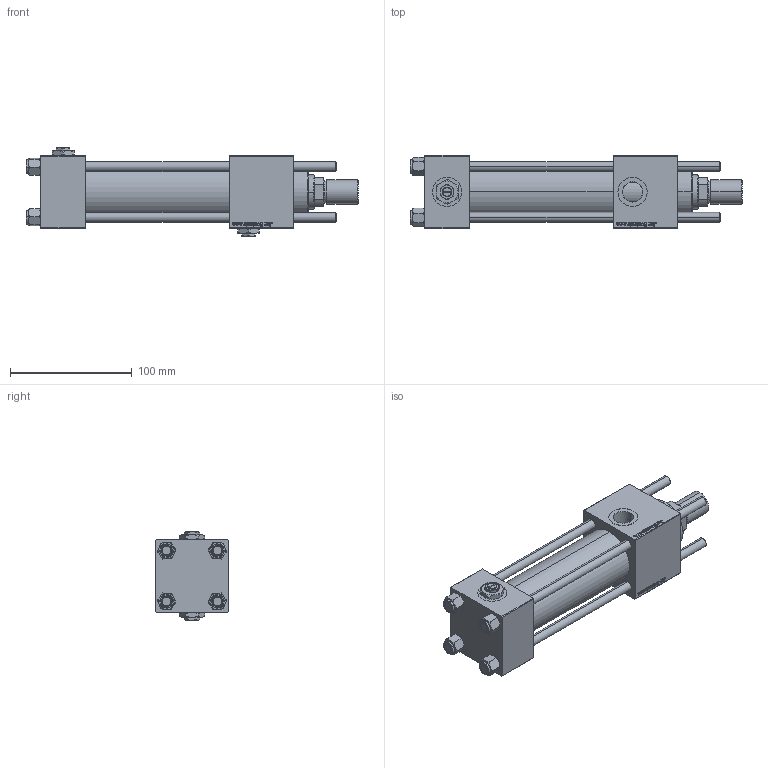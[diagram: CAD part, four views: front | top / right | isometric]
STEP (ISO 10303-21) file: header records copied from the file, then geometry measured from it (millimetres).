
FILE_DESCRIPTION (( 'STEP AP203' ), '1' );
FILE_NAME ('0ef1.STEP', '2023-08-23T15:52:01', ( '' ), ( '' ), 'SwSTEP 2.0', 'SolidWorks 2019', '' );
FILE_SCHEMA (( 'CONFIG_CONTROL_DESIGN' ));
Length unit declared in the file: millimetre
Products named in the file (8): V215CR_B_TYCINKA 69c474d8353a1d843269ac11d8631d66; ROD_END_AH 69c474d8353a1d843269ac11d8631d66; Zatka_pro_OIL_PORT 69c474d8353a1d843269ac11d8631d66; V215CR_VCP_B 69c474d8353a1d843269ac11d8631d66; 0ef1; V215CR_B-1 69c474d8353a1d843269ac11d8631d66; V215_VC_A 69c474d8353a1d843269ac11d8631d66; NUT_M5_B 69c474d8353a1d843269ac11d8631d66
Assembly tree (14 placements, depth 2):
  0ef1
    V215CR_B-1 69c474d8353a1d843269ac11d8631d66
    V215CR_VCP_B 69c474d8353a1d843269ac11d8631d66
    NUT_M5_B 69c474d8353a1d843269ac11d8631d66  x4
    V215CR_B_TYCINKA 69c474d8353a1d843269ac11d8631d66  x4
    V215_VC_A 69c474d8353a1d843269ac11d8631d66
    ROD_END_AH 69c474d8353a1d843269ac11d8631d66
    Zatka_pro_OIL_PORT 69c474d8353a1d843269ac11d8631d66  x2
Bounding box: 273 x 60 x 74 mm (x, y, z)
Volume: 514305.2 mm3; surface area: 152728.8 mm2
Topology: 14 solids, 14 shells, 1273 faces, 3199 edges, 2067 vertices
Faces by surface type: bspline 504, plane 485, cone 182, cylinder 92, torus 10
Entity records: 59365 total; most frequent: CARTESIAN_POINT 34739, ORIENTED_EDGE 5698, DIRECTION 3251, EDGE_CURVE 2849, VERTEX_POINT 1865, LINE 1501, VECTOR 1501, EDGE_LOOP 1244
